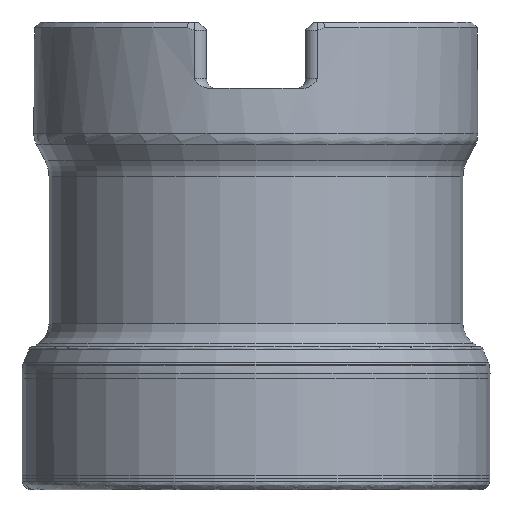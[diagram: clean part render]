
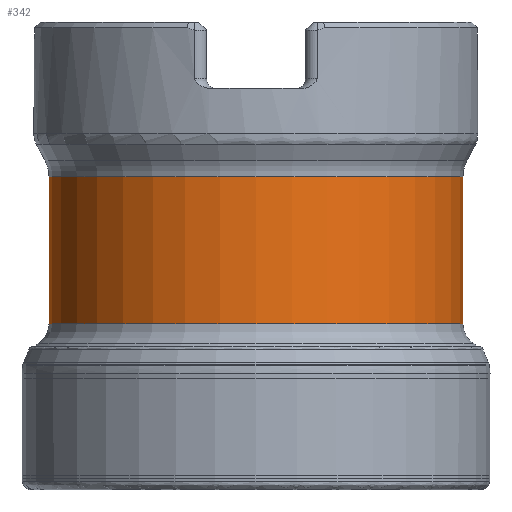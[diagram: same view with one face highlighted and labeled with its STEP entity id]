
A CAD part, front view. The second image highlights one B-rep face of the part: STEP entity #342.
In plain terms, the highlighted cylindrical face has radius 17.7 mm (diameter 35.4 mm), a full revolution.
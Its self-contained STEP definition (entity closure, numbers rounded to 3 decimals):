
#116=CYLINDRICAL_SURFACE('',#1799,17.7);
#342=ADVANCED_FACE('',(#649,#650),#116,.T.);
#649=FACE_BOUND('',#788,.T.);
#650=FACE_BOUND('',#789,.T.);
#788=EDGE_LOOP('',(#1002));
#789=EDGE_LOOP('',(#1003));
#1002=ORIENTED_EDGE('',*,*,#1495,.T.);
#1003=ORIENTED_EDGE('',*,*,#1496,.T.);
#1345=VERTEX_POINT('',#3043);
#1346=VERTEX_POINT('',#3045);
#1495=EDGE_CURVE('',#1345,#1345,#1670,.T.);
#1496=EDGE_CURVE('',#1346,#1346,#1671,.T.);
#1670=CIRCLE('',#1797,17.7);
#1671=CIRCLE('',#1798,17.7);
#1797=AXIS2_PLACEMENT_3D('',#3042,#2120,#2121);
#1798=AXIS2_PLACEMENT_3D('',#3044,#2122,#2123);
#1799=AXIS2_PLACEMENT_3D('',#3046,#2124,#2125);
#2120=DIRECTION('',(0.,0.,1.));
#2121=DIRECTION('',(1.,0.,0.));
#2122=DIRECTION('',(0.,0.,-1.));
#2123=DIRECTION('',(1.,0.,0.));
#2124=DIRECTION('',(0.,0.,1.));
#2125=DIRECTION('',(1.,0.,0.));
#3042=CARTESIAN_POINT('',(0.,0.,-25.801));
#3043=CARTESIAN_POINT('',(17.7,0.,-25.801));
#3044=CARTESIAN_POINT('',(0.,0.,-13.233));
#3045=CARTESIAN_POINT('',(17.7,0.,-13.233));
#3046=CARTESIAN_POINT('',(0.,0.,0.));
